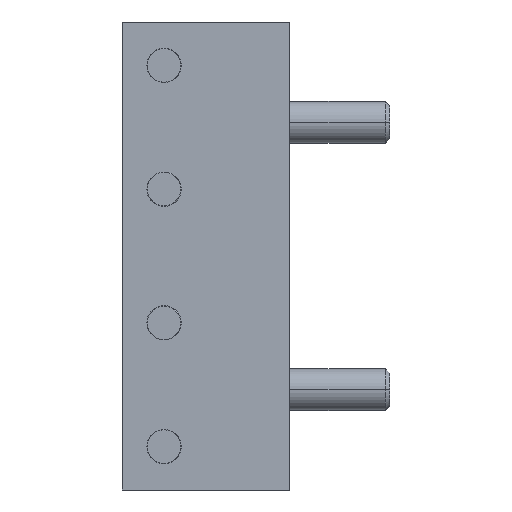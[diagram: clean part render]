
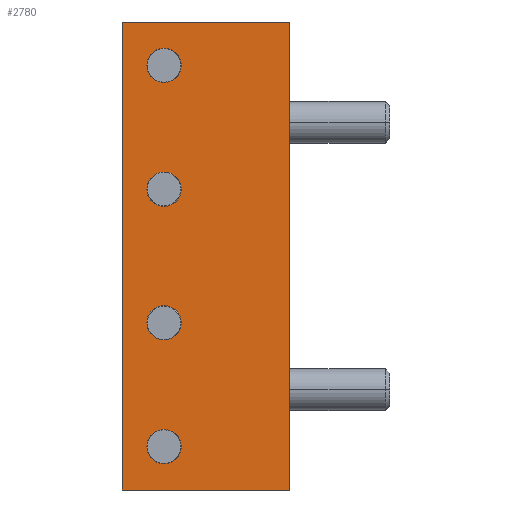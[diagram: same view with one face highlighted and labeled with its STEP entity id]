
A CAD part, left-side view. The second image highlights one B-rep face of the part: STEP entity #2780.
In plain terms, the highlighted planar face has unit normal (-1, 0, 0).
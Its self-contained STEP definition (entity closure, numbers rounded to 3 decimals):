
#4 = AXIS2_PLACEMENT_3D ( 'NONE', #2071, #4912, #4865 ) ;
#26 = CARTESIAN_POINT ( 'NONE',  ( -13., 7.5, -12.425 ) ) ;
#46 = AXIS2_PLACEMENT_3D ( 'NONE', #5620, #331, #4859 ) ;
#83 = DIRECTION ( 'NONE',  ( 1., 0., 0. ) ) ;
#269 = VERTEX_POINT ( 'NONE', #7816 ) ;
#282 = DIRECTION ( 'NONE',  ( 0., 0., 1. ) ) ;
#316 = DIRECTION ( 'NONE',  ( 0., 0., -1. ) ) ;
#331 = DIRECTION ( 'NONE',  ( 1., 0., 0. ) ) ;
#333 = DIRECTION ( 'NONE',  ( 0., -1., 0. ) ) ;
#528 = ORIENTED_EDGE ( 'NONE', *, *, #2455, .T. ) ;
#719 = CARTESIAN_POINT ( 'NONE',  ( -13., 10., -14. ) ) ;
#878 = ORIENTED_EDGE ( 'NONE', *, *, #2902, .T. ) ;
#898 = VECTOR ( 'NONE', #282, 1000. ) ;
#976 = ORIENTED_EDGE ( 'NONE', *, *, #2768, .T. ) ;
#1148 = LINE ( 'NONE', #4849, #5656 ) ;
#1177 = VERTEX_POINT ( 'NONE', #7346 ) ;
#1229 = CARTESIAN_POINT ( 'NONE',  ( -13., 0., 14. ) ) ;
#1255 = CARTESIAN_POINT ( 'NONE',  ( -13., 7.5, -11.4 ) ) ;
#1354 = CIRCLE ( 'NONE', #8427, 1.025 ) ;
#1679 = FACE_BOUND ( 'NONE', #3011, .T. ) ;
#1691 = LINE ( 'NONE', #3226, #898 ) ;
#1723 = DIRECTION ( 'NONE',  ( 1., 0., 0. ) ) ;
#1751 = CARTESIAN_POINT ( 'NONE',  ( -13., 7.5, 12.425 ) ) ;
#1960 = CARTESIAN_POINT ( 'NONE',  ( -13., 7.5, 4. ) ) ;
#1973 = DIRECTION ( 'NONE',  ( 1., 0., 0. ) ) ;
#2071 = CARTESIAN_POINT ( 'NONE',  ( -13., 7.5, 11.4 ) ) ;
#2120 = ORIENTED_EDGE ( 'NONE', *, *, #3063, .T. ) ;
#2230 = ORIENTED_EDGE ( 'NONE', *, *, #7247, .F. ) ;
#2255 = CARTESIAN_POINT ( 'NONE',  ( -13., 7.5, -4. ) ) ;
#2436 = CIRCLE ( 'NONE', #3817, 1.025 ) ;
#2455 = EDGE_CURVE ( 'Defeature ausgef�hrt2_29+Defeature ausgef�hrt2_46+Defeature ausgef�hrt2_46+Defeature ausgef�hrt2_46', #269, #6006, #2436, .T. ) ;
#2466 = EDGE_CURVE ( 'Defeature ausgef�hrt2_26+Defeature ausgef�hrt2_29+Defeature ausgef�hrt2_24+Defeature ausgef�hrt2_25', #1177, #3336, #8415, .T. ) ;
#2503 = CARTESIAN_POINT ( 'NONE',  ( -13., 10., -14. ) ) ;
#2768 = EDGE_CURVE ( 'Defeature ausgef�hrt2_29+Defeature ausgef�hrt2_46+Defeature ausgef�hrt2_46+Defeature ausgef�hrt2_46', #6006, #269, #4434, .T. ) ;
#2780 = ADVANCED_FACE ( 'Defeature ausgef�hrt2_29', ( #7455, #6010, #4563, #1679, #4610 ), #7545, .F. ) ;
#2902 = EDGE_CURVE ( 'Defeature ausgef�hrt2_29+Defeature ausgef�hrt2_28+Defeature ausgef�hrt2_24+Defeature ausgef�hrt2_25', #3923, #4857, #1148, .T. ) ;
#3011 = EDGE_LOOP ( 'NONE', ( #6033, #2120 ) ) ;
#3063 = EDGE_CURVE ( 'Defeature ausgef�hrt2_29+Defeature ausgef�hrt2_44+Defeature ausgef�hrt2_44+Defeature ausgef�hrt2_44', #3941, #9465, #8866, .T. ) ;
#3072 = ORIENTED_EDGE ( 'NONE', *, *, #2466, .F. ) ;
#3123 = CARTESIAN_POINT ( 'NONE',  ( -13., 7.5, 2.975 ) ) ;
#3168 = VERTEX_POINT ( 'NONE', #26 ) ;
#3186 = LINE ( 'NONE', #6076, #9076 ) ;
#3214 = DIRECTION ( 'NONE',  ( 0., 0., -1. ) ) ;
#3226 = CARTESIAN_POINT ( 'NONE',  ( -13., 0., -14. ) ) ;
#3239 = CARTESIAN_POINT ( 'NONE',  ( -13., 7.5, 10.375 ) ) ;
#3292 = CARTESIAN_POINT ( 'NONE',  ( -13., 7.5, -2.975 ) ) ;
#3336 = VERTEX_POINT ( 'NONE', #1229 ) ;
#3494 = DIRECTION ( 'NONE',  ( 1., 0., 0. ) ) ;
#3639 = VERTEX_POINT ( 'NONE', #3239 ) ;
#3750 = DIRECTION ( 'NONE',  ( 0., 0., -1. ) ) ;
#3817 = AXIS2_PLACEMENT_3D ( 'NONE', #5580, #1973, #7643 ) ;
#3840 = EDGE_LOOP ( 'NONE', ( #6435, #8891 ) ) ;
#3923 = VERTEX_POINT ( 'NONE', #719 ) ;
#3941 = VERTEX_POINT ( 'NONE', #6747 ) ;
#4009 = EDGE_CURVE ( 'Defeature ausgef�hrt2_29+Defeature ausgef�hrt2_44+Defeature ausgef�hrt2_44+Defeature ausgef�hrt2_44', #9465, #3941, #1354, .T. ) ;
#4024 = EDGE_CURVE ( 'Defeature ausgef�hrt2_29+Defeature ausgef�hrt2_25+Defeature ausgef�hrt2_28+Defeature ausgef�hrt2_26', #4857, #3336, #1691, .T. ) ;
#4200 = DIRECTION ( 'NONE',  ( 0., 0., -1. ) ) ;
#4370 = EDGE_LOOP ( 'NONE', ( #8557, #5287 ) ) ;
#4434 = CIRCLE ( 'NONE', #5819, 1.025 ) ;
#4563 = FACE_BOUND ( 'NONE', #8296, .T. ) ;
#4610 = FACE_OUTER_BOUND ( 'NONE', #5931, .T. ) ;
#4757 = VERTEX_POINT ( 'NONE', #1751 ) ;
#4849 = CARTESIAN_POINT ( 'NONE',  ( -13., 10., -14. ) ) ;
#4857 = VERTEX_POINT ( 'NONE', #7986 ) ;
#4859 = DIRECTION ( 'NONE',  ( 0., 0., -1. ) ) ;
#4865 = DIRECTION ( 'NONE',  ( 0., 0., -1. ) ) ;
#4912 = DIRECTION ( 'NONE',  ( 1., 0., 0. ) ) ;
#5151 = DIRECTION ( 'NONE',  ( 0., 0., -1. ) ) ;
#5229 = AXIS2_PLACEMENT_3D ( 'NONE', #1255, #9316, #4200 ) ;
#5287 = ORIENTED_EDGE ( 'NONE', *, *, #9177, .T. ) ;
#5369 = EDGE_CURVE ( 'Defeature ausgef�hrt2_29+Defeature ausgef�hrt2_51+Defeature ausgef�hrt2_51+Defeature ausgef�hrt2_51', #3639, #4757, #5381, .T. ) ;
#5381 = CIRCLE ( 'NONE', #4, 1.025 ) ;
#5427 = EDGE_CURVE ( 'Defeature ausgef�hrt2_29+Defeature ausgef�hrt2_50+Defeature ausgef�hrt2_50+Defeature ausgef�hrt2_50', #3168, #8804, #7989, .T. ) ;
#5580 = CARTESIAN_POINT ( 'NONE',  ( -13., 7.5, -4. ) ) ;
#5620 = CARTESIAN_POINT ( 'NONE',  ( -13., 7.5, 11.4 ) ) ;
#5656 = VECTOR ( 'NONE', #7777, 1000. ) ;
#5819 = AXIS2_PLACEMENT_3D ( 'NONE', #2255, #83, #3750 ) ;
#5931 = EDGE_LOOP ( 'NONE', ( #8182, #3072, #2230, #878 ) ) ;
#6006 = VERTEX_POINT ( 'NONE', #3292 ) ;
#6010 = FACE_BOUND ( 'NONE', #3840, .T. ) ;
#6033 = ORIENTED_EDGE ( 'NONE', *, *, #4009, .T. ) ;
#6076 = CARTESIAN_POINT ( 'NONE',  ( -13., 10., -14. ) ) ;
#6100 = DIRECTION ( 'NONE',  ( 1., 0., 0. ) ) ;
#6435 = ORIENTED_EDGE ( 'NONE', *, *, #5427, .T. ) ;
#6747 = CARTESIAN_POINT ( 'NONE',  ( -13., 7.5, 5.025 ) ) ;
#7013 = CARTESIAN_POINT ( 'NONE',  ( -13., 7.5, -11.4 ) ) ;
#7247 = EDGE_CURVE ( 'Defeature ausgef�hrt2_24+Defeature ausgef�hrt2_29+Defeature ausgef�hrt2_28+Defeature ausgef�hrt2_26', #3923, #1177, #3186, .T. ) ;
#7321 = CARTESIAN_POINT ( 'NONE',  ( -13., 7.5, 4. ) ) ;
#7346 = CARTESIAN_POINT ( 'NONE',  ( -13., 10., 14. ) ) ;
#7455 = FACE_BOUND ( 'NONE', #4370, .T. ) ;
#7545 = PLANE ( 'NONE',  #9331 ) ;
#7643 = DIRECTION ( 'NONE',  ( 0., 0., -1. ) ) ;
#7777 = DIRECTION ( 'NONE',  ( 0., -1., 0. ) ) ;
#7807 = VECTOR ( 'NONE', #333, 1000. ) ;
#7816 = CARTESIAN_POINT ( 'NONE',  ( -13., 7.5, -5.025 ) ) ;
#7986 = CARTESIAN_POINT ( 'NONE',  ( -13., 0., -14. ) ) ;
#7989 = CIRCLE ( 'NONE', #5229, 1.025 ) ;
#8124 = AXIS2_PLACEMENT_3D ( 'NONE', #1960, #3494, #8684 ) ;
#8182 = ORIENTED_EDGE ( 'NONE', *, *, #4024, .T. ) ;
#8198 = EDGE_CURVE ( 'Defeature ausgef�hrt2_29+Defeature ausgef�hrt2_50+Defeature ausgef�hrt2_50+Defeature ausgef�hrt2_50', #8804, #3168, #8329, .T. ) ;
#8296 = EDGE_LOOP ( 'NONE', ( #528, #976 ) ) ;
#8329 = CIRCLE ( 'NONE', #8642, 1.025 ) ;
#8415 = LINE ( 'NONE', #8467, #7807 ) ;
#8427 = AXIS2_PLACEMENT_3D ( 'NONE', #7321, #8902, #5151 ) ;
#8467 = CARTESIAN_POINT ( 'NONE',  ( -13., 10., 14. ) ) ;
#8557 = ORIENTED_EDGE ( 'NONE', *, *, #5369, .T. ) ;
#8642 = AXIS2_PLACEMENT_3D ( 'NONE', #7013, #6100, #316 ) ;
#8684 = DIRECTION ( 'NONE',  ( 0., 0., -1. ) ) ;
#8804 = VERTEX_POINT ( 'NONE', #9511 ) ;
#8866 = CIRCLE ( 'NONE', #8124, 1.025 ) ;
#8891 = ORIENTED_EDGE ( 'NONE', *, *, #8198, .T. ) ;
#8902 = DIRECTION ( 'NONE',  ( 1., 0., 0. ) ) ;
#9047 = DIRECTION ( 'NONE',  ( 0., 0., 1. ) ) ;
#9076 = VECTOR ( 'NONE', #9047, 1000. ) ;
#9177 = EDGE_CURVE ( 'Defeature ausgef�hrt2_29+Defeature ausgef�hrt2_51+Defeature ausgef�hrt2_51+Defeature ausgef�hrt2_51', #4757, #3639, #9264, .T. ) ;
#9264 = CIRCLE ( 'NONE', #46, 1.025 ) ;
#9316 = DIRECTION ( 'NONE',  ( 1., 0., 0. ) ) ;
#9331 = AXIS2_PLACEMENT_3D ( 'NONE', #2503, #1723, #3214 ) ;
#9465 = VERTEX_POINT ( 'NONE', #3123 ) ;
#9511 = CARTESIAN_POINT ( 'NONE',  ( -13., 7.5, -10.375 ) ) ;
